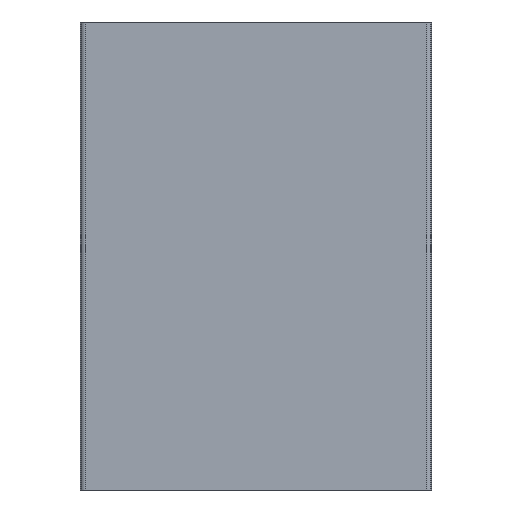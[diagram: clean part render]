
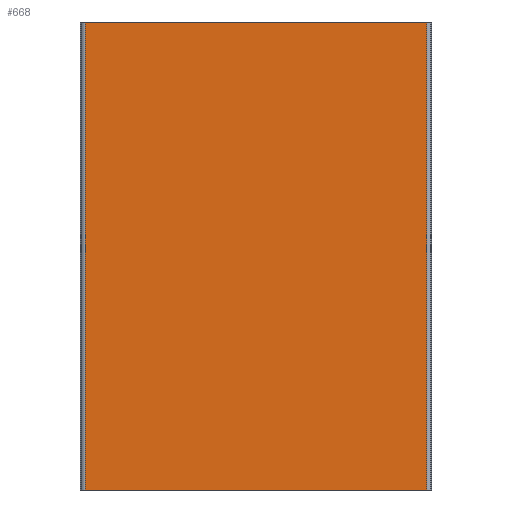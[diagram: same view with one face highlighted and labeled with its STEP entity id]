
A CAD part, front view. The second image highlights one B-rep face of the part: STEP entity #668.
In plain terms, the highlighted planar face has unit normal (0, -1, 0).
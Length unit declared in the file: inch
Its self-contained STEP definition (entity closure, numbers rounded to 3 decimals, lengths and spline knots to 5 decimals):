
#188=CARTESIAN_POINT('',(-0.21561,-0.6644,0.0));
#189=VERTEX_POINT('',#188);
#197=CARTESIAN_POINT('',(-0.21561,-0.6644,1.0));
#198=VERTEX_POINT('',#197);
#199=CARTESIAN_POINT('',(-0.21561,-0.6644,0.0));
#200=DIRECTION('',(0.0,0.0,1.0));
#201=VECTOR('',#200,1.0);
#202=LINE('',#199,#201);
#203=EDGE_CURVE('',#189,#198,#202,.T.);
#305=CARTESIAN_POINT('',(0.51439,-0.6644,1.0));
#306=VERTEX_POINT('',#305);
#314=CARTESIAN_POINT('',(0.51439,-0.6644,0.0));
#315=VERTEX_POINT('',#314);
#316=CARTESIAN_POINT('',(0.51439,-0.6644,1.0));
#317=DIRECTION('',(0.0,0.0,-1.0));
#318=VECTOR('',#317,1.0);
#319=LINE('',#316,#318);
#320=EDGE_CURVE('',#306,#315,#319,.T.);
#386=CARTESIAN_POINT('',(0.51439,-0.6644,1.0));
#387=DIRECTION('',(-1.0,0.0,0.0));
#388=VECTOR('',#387,0.73);
#389=LINE('',#386,#388);
#390=EDGE_CURVE('',#306,#198,#389,.T.);
#652=CARTESIAN_POINT('',(0.52439,-0.6644,0.0));
#653=DIRECTION('',(0.0,-1.0,0.0));
#654=DIRECTION('',(0.0,0.0,-1.0));
#655=AXIS2_PLACEMENT_3D('',#652,#653,#654);
#656=PLANE('',#655);
#657=ORIENTED_EDGE('',*,*,#320,.F.);
#658=ORIENTED_EDGE('',*,*,#390,.T.);
#659=ORIENTED_EDGE('',*,*,#203,.F.);
#660=CARTESIAN_POINT('',(-0.21561,-0.6644,0.0));
#661=DIRECTION('',(1.0,0.0,0.0));
#662=VECTOR('',#661,0.73);
#663=LINE('',#660,#662);
#664=EDGE_CURVE('',#189,#315,#663,.T.);
#665=ORIENTED_EDGE('',*,*,#664,.T.);
#666=EDGE_LOOP('',(#657,#658,#659,#665));
#667=FACE_OUTER_BOUND('',#666,.T.);
#668=ADVANCED_FACE('',(#667),#656,.T.);
